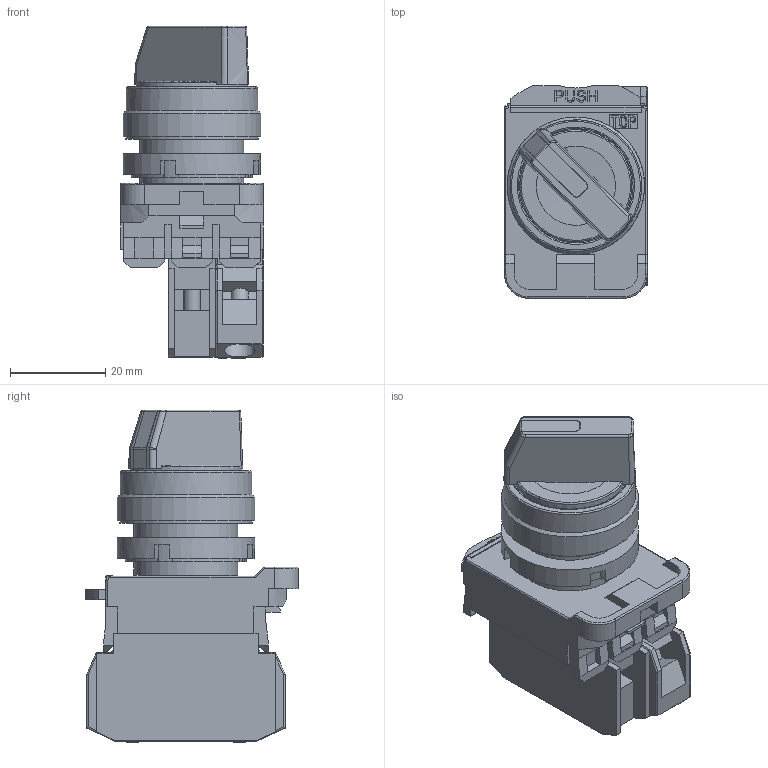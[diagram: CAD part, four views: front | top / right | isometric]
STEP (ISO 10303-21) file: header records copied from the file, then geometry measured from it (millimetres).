
FILE_DESCRIPTION( ( 'Unknown' ), '1' );
FILE_NAME( 'A204F-2E01Qxx-Solid3D-20180706.stp', 'Unknown', ( 'Unknown' ), ( 'Unknown' ), 'XStep 1.0', 'Unknown', ' ' );
FILE_SCHEMA( ( 'automotive_design' ) );
Length unit declared in the file: millimetre
Products named in the file (1): A20L-E01P-Solid3D-20180706
Bounding box: 29.95 x 44.55 x 69.55 mm (x, y, z)
Volume: 42501 mm3; surface area: 13139.4 mm2
Topology: 1 solids, 13 shells, 1041 faces, 2739 edges, 1780 vertices
Faces by surface type: plane 714, cylinder 150, extrusion 127, cone 18, torus 17, sphere 10, bspline 5
Full cylindrical faces by diameter (mm): 0.4 x2, 6.5 x4, 21.82 x2, 23.5 x1, 27.6 x1, 27.8 x1, 28.8 x2
Entity records: 42742 total; most frequent: CARTESIAN_POINT 9238, ORIENTED_EDGE 5380, DIRECTION 4693, EDGE_CURVE 2690, VECTOR 2147, LINE 2020, VERTEX_POINT 1765, AXIS2_PLACEMENT_3D 1273
